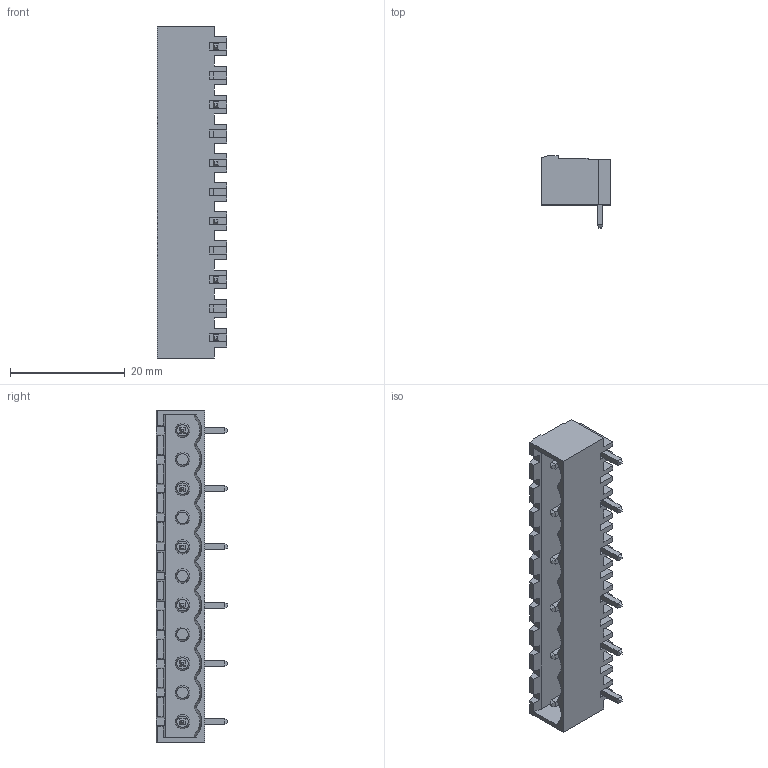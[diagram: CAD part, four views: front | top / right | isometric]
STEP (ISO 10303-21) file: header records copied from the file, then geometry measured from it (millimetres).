
FILE_DESCRIPTION( ( 'STEP AP214' ), '1' );
FILE_NAME( 'PV06-10,16-H-P.stp', ' ', ( ' ' ), ( ' ' ), 'PSStep 14.0', 'VISI 19.0', ' ' );
FILE_SCHEMA( ( 'AUTOMOTIVE_DESIGN { 1 0 10303 214 1 1 1 1 }' ) );
Length unit declared in the file: millimetre
Products named in the file (1): 1
Bounding box: 12.2 x 12.5 x 57.88 mm (x, y, z)
Volume: 2551.2 mm3; surface area: 4698.3 mm2
Topology: 1 solids, 12 shells, 522 faces, 1360 edges, 879 vertices
Faces by surface type: plane 483, cone 22, cylinder 17
Entity records: 19690 total; most frequent: CARTESIAN_POINT 2795, ORIENTED_EDGE 2676, DIRECTION 2429, EDGE_CURVE 1338, LINE 1249, VECTOR 1249, VERTEX_POINT 868, AXIS2_PLACEMENT_3D 590
